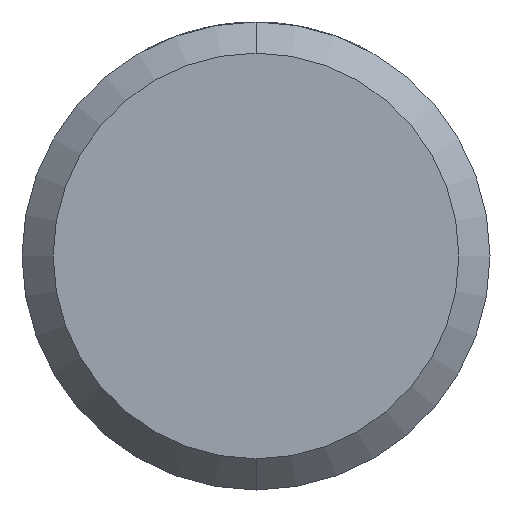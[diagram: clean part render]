
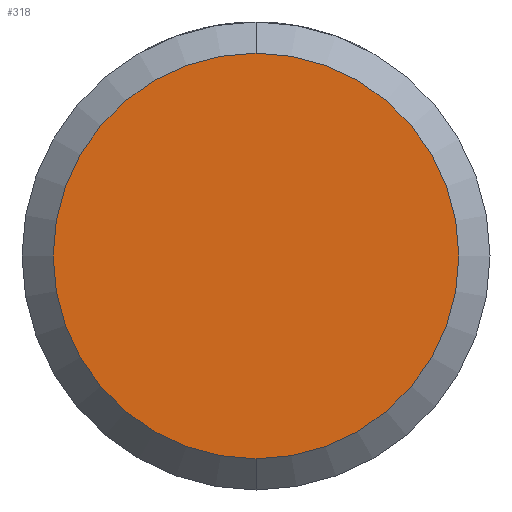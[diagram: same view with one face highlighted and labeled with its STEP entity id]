
A CAD part, front view. The second image highlights one B-rep face of the part: STEP entity #318.
In plain terms, the highlighted planar face has unit normal (0, -1, 0).
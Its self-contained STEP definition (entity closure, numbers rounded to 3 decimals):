
#44 = DIRECTION ( 'NONE',  ( 0., -1., 0. ) ) ;
#211 = CIRCLE ( 'NONE', #2032, 1.3 ) ;
#298 = DIRECTION ( 'NONE',  ( 0., 0., 1. ) ) ;
#318 = ADVANCED_FACE ( 'Defeature ausgef�hrt2_1', ( #1035 ), #3069, .F. ) ;
#486 = VERTEX_POINT ( 'NONE', #1007 ) ;
#913 = ORIENTED_EDGE ( 'NONE', *, *, #2682, .T. ) ;
#1007 = CARTESIAN_POINT ( 'NONE',  ( 0., -40., 1.3 ) ) ;
#1035 = FACE_OUTER_BOUND ( 'NONE', #1181, .T. ) ;
#1141 = CARTESIAN_POINT ( 'NONE',  ( 0., -40., 0. ) ) ;
#1164 = DIRECTION ( 'NONE',  ( 0., -1., 0. ) ) ;
#1181 = EDGE_LOOP ( 'NONE', ( #2425, #913 ) ) ;
#1258 = CARTESIAN_POINT ( 'NONE',  ( 0., -40., -1.3 ) ) ;
#1549 = EDGE_CURVE ( 'Defeature ausgef�hrt2_1+Defeature ausgef�hrt2_0+Defeature ausgef�hrt2_0+Defeature ausgef�hrt2_0', #486, #2330, #2277, .T. ) ;
#1664 = AXIS2_PLACEMENT_3D ( 'NONE', #2808, #3338, #3088 ) ;
#1671 = DIRECTION ( 'NONE',  ( 0., 0., 1. ) ) ;
#2032 = AXIS2_PLACEMENT_3D ( 'NONE', #1141, #1164, #298 ) ;
#2119 = AXIS2_PLACEMENT_3D ( 'NONE', #2494, #44, #1671 ) ;
#2277 = CIRCLE ( 'NONE', #2119, 1.3 ) ;
#2330 = VERTEX_POINT ( 'NONE', #1258 ) ;
#2425 = ORIENTED_EDGE ( 'NONE', *, *, #1549, .T. ) ;
#2494 = CARTESIAN_POINT ( 'NONE',  ( 0., -40., 0. ) ) ;
#2682 = EDGE_CURVE ( 'Defeature ausgef�hrt2_1+Defeature ausgef�hrt2_0+Defeature ausgef�hrt2_0+Defeature ausgef�hrt2_0', #2330, #486, #211, .T. ) ;
#2808 = CARTESIAN_POINT ( 'NONE',  ( 1.5, -40., 0. ) ) ;
#3069 = PLANE ( 'NONE',  #1664 ) ;
#3088 = DIRECTION ( 'NONE',  ( 0., 0., 1. ) ) ;
#3338 = DIRECTION ( 'NONE',  ( 0., 1., 0. ) ) ;
